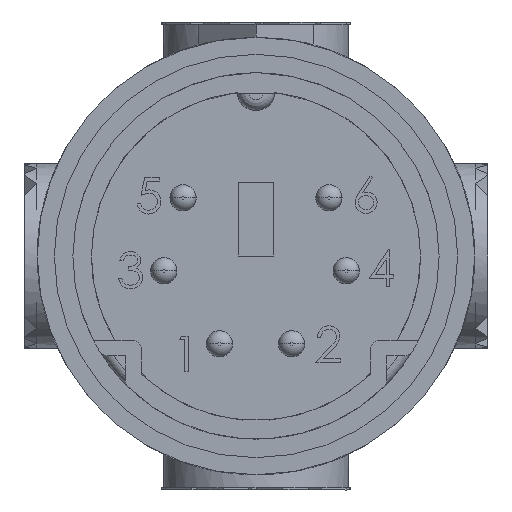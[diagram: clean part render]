
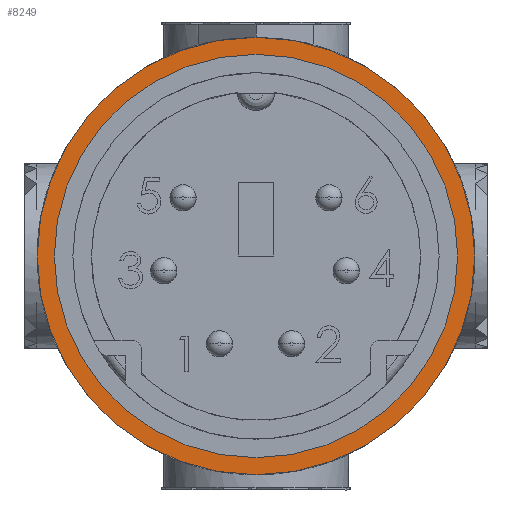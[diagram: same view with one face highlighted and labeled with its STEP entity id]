
A CAD part, front view. The second image highlights one B-rep face of the part: STEP entity #8249.
In plain terms, the highlighted face is planar.
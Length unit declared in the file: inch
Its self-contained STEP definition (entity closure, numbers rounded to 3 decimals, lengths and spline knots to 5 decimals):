
#847 = CARTESIAN_POINT ( 'NONE',  ( 0., 0., -0.375 ) ) ;
#1418 = CARTESIAN_POINT ( 'NONE',  ( -0.2175, 0., -0.375 ) ) ;
#1611 = VERTEX_POINT ( 'NONE', #10916 ) ;
#2582 = EDGE_CURVE ( 'NONE', #12395, #8241, #11771, .T. ) ;
#3436 = DIRECTION ( 'NONE',  ( 1., 0., 0. ) ) ;
#3621 = EDGE_LOOP ( 'NONE', ( #19350, #13528 ) ) ;
#3882 = AXIS2_PLACEMENT_3D ( 'NONE', #12869, #8125, #17539 ) ;
#3942 = DIRECTION ( 'NONE',  ( 0., 0., 1. ) ) ;
#4598 = ORIENTED_EDGE ( 'NONE', *, *, #17231, .F. ) ;
#4737 = AXIS2_PLACEMENT_3D ( 'NONE', #13958, #20545, #20349 ) ;
#5003 = ORIENTED_EDGE ( 'NONE', *, *, #20464, .F. ) ;
#5481 = DIRECTION ( 'NONE',  ( 1., 0., 0. ) ) ;
#8125 = DIRECTION ( 'NONE',  ( 0., 0., -1. ) ) ;
#8241 = VERTEX_POINT ( 'NONE', #18839 ) ;
#8249 = ADVANCED_FACE ( 'NONE', ( #20003, #8551 ), #15731, .F. ) ;
#8551 = FACE_BOUND ( 'NONE', #3621, .T. ) ;
#10251 = EDGE_LOOP ( 'NONE', ( #4598, #5003 ) ) ;
#10916 = CARTESIAN_POINT ( 'NONE',  ( 0.236, 0., -0.375 ) ) ;
#11771 = CIRCLE ( 'NONE', #3882, 0.2175 ) ;
#12395 = VERTEX_POINT ( 'NONE', #1418 ) ;
#12581 = CIRCLE ( 'NONE', #12795, 0.236 ) ;
#12795 = AXIS2_PLACEMENT_3D ( 'NONE', #847, #16817, #15155 ) ;
#12869 = CARTESIAN_POINT ( 'NONE',  ( 0., 0., -0.375 ) ) ;
#13528 = ORIENTED_EDGE ( 'NONE', *, *, #2582, .F. ) ;
#13940 = CIRCLE ( 'NONE', #16432, 0.236 ) ;
#13958 = CARTESIAN_POINT ( 'NONE',  ( 0., 0., -0.375 ) ) ;
#14505 = DIRECTION ( 'NONE',  ( 0., 0., -1. ) ) ;
#14884 = CIRCLE ( 'NONE', #20469, 0.2175 ) ;
#14961 = EDGE_CURVE ( 'NONE', #8241, #12395, #14884, .T. ) ;
#15155 = DIRECTION ( 'NONE',  ( 1., 0., 0. ) ) ;
#15731 = PLANE ( 'NONE',  #4737 ) ;
#16432 = AXIS2_PLACEMENT_3D ( 'NONE', #18232, #3942, #5481 ) ;
#16817 = DIRECTION ( 'NONE',  ( 0., 0., 1. ) ) ;
#16904 = CARTESIAN_POINT ( 'NONE',  ( -0.236, 0., -0.375 ) ) ;
#17231 = EDGE_CURVE ( 'NONE', #20592, #1611, #12581, .T. ) ;
#17539 = DIRECTION ( 'NONE',  ( 1., 0., 0. ) ) ;
#18232 = CARTESIAN_POINT ( 'NONE',  ( 0., 0., -0.375 ) ) ;
#18839 = CARTESIAN_POINT ( 'NONE',  ( 0.2175, 0., -0.375 ) ) ;
#19234 = CARTESIAN_POINT ( 'NONE',  ( 0., 0., -0.375 ) ) ;
#19350 = ORIENTED_EDGE ( 'NONE', *, *, #14961, .F. ) ;
#20003 = FACE_OUTER_BOUND ( 'NONE', #10251, .T. ) ;
#20349 = DIRECTION ( 'NONE',  ( 1., 0., 0. ) ) ;
#20464 = EDGE_CURVE ( 'NONE', #1611, #20592, #13940, .T. ) ;
#20469 = AXIS2_PLACEMENT_3D ( 'NONE', #19234, #14505, #3436 ) ;
#20545 = DIRECTION ( 'NONE',  ( 0., 0., 1. ) ) ;
#20592 = VERTEX_POINT ( 'NONE', #16904 ) ;
